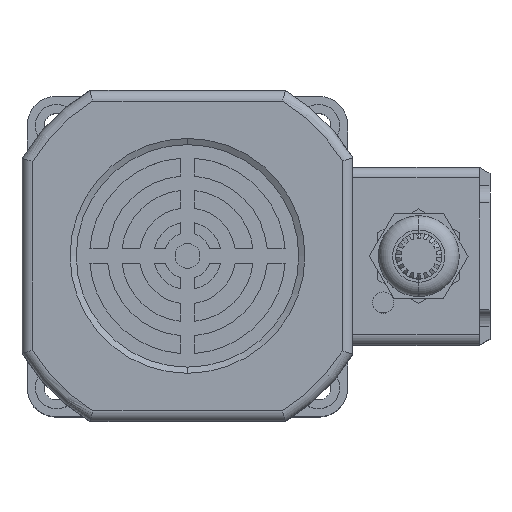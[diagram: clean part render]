
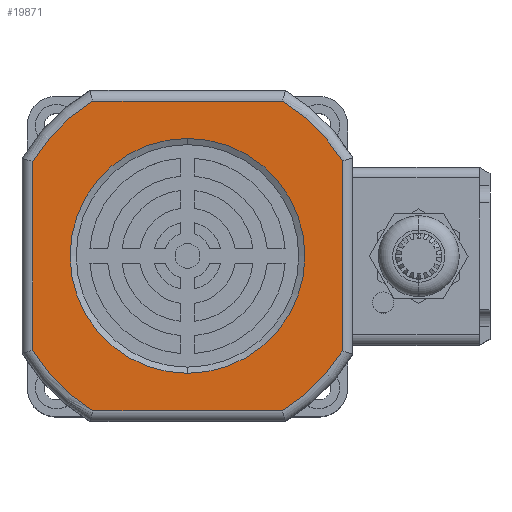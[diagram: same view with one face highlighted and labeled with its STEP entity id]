
A CAD part, top view. The second image highlights one B-rep face of the part: STEP entity #19871.
In plain terms, the highlighted face is planar.
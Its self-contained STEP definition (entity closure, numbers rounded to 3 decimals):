
#93 = CARTESIAN_POINT ( 'NONE',  ( 0.05, 0., 43.5 ) ) ;
#140 = LINE ( 'NONE', #15886, #4414 ) ;
#1104 = CIRCLE ( 'NONE', #7031, 51. ) ;
#1779 = CARTESIAN_POINT ( 'NONE',  ( -26.572, 0., -43.5 ) ) ;
#2054 = VERTEX_POINT ( 'NONE', #21712 ) ;
#2501 = VERTEX_POINT ( 'NONE', #17722 ) ;
#2722 = AXIS2_PLACEMENT_3D ( 'NONE', #19361, #19328, #19313 ) ;
#2754 = LINE ( 'NONE', #8191, #22256 ) ;
#4038 = CARTESIAN_POINT ( 'NONE',  ( 0.05, 0., 0. ) ) ;
#4117 = DIRECTION ( 'NONE',  ( 0., 0., 1. ) ) ;
#4174 = CARTESIAN_POINT ( 'NONE',  ( 43.5, 0., 0. ) ) ;
#4414 = VECTOR ( 'NONE', #15809, 1000. ) ;
#5539 = DIRECTION ( 'NONE',  ( 0., 0., 1. ) ) ;
#5604 = DIRECTION ( 'NONE',  ( 0., -1., 0. ) ) ;
#5652 = CARTESIAN_POINT ( 'NONE',  ( 0.05, 0., 0. ) ) ;
#6009 = DIRECTION ( 'NONE',  ( 0., 0., 1. ) ) ;
#6073 = CARTESIAN_POINT ( 'NONE',  ( 26.673, 0., -43.5 ) ) ;
#6547 = VERTEX_POINT ( 'NONE', #19867 ) ;
#6668 = EDGE_CURVE ( 'NONE', #14030, #13932, #140, .T. ) ;
#6714 = EDGE_CURVE ( 'NONE', #13932, #9654, #14877, .T. ) ;
#6726 = VERTEX_POINT ( 'NONE', #14796 ) ;
#6758 = AXIS2_PLACEMENT_3D ( 'NONE', #19182, #7834, #20970 ) ;
#6791 = VERTEX_POINT ( 'NONE', #11096 ) ;
#6894 = EDGE_CURVE ( 'NONE', #9654, #18500, #2754, .T. ) ;
#6959 = EDGE_CURVE ( 'NONE', #18500, #6726, #11431, .T. ) ;
#6992 = EDGE_CURVE ( 'NONE', #6726, #2054, #15442, .T. ) ;
#7031 = AXIS2_PLACEMENT_3D ( 'NONE', #23794, #23769, #23714 ) ;
#7110 = EDGE_CURVE ( 'NONE', #2054, #2501, #17926, .T. ) ;
#7140 = EDGE_CURVE ( 'NONE', #2501, #23937, #21978, .T. ) ;
#7188 = EDGE_CURVE ( 'NONE', #23937, #14030, #1104, .T. ) ;
#7431 = EDGE_CURVE ( 'NONE', #6791, #6547, #10775, .T. ) ;
#7661 = AXIS2_PLACEMENT_3D ( 'NONE', #24647, #24625, #24572 ) ;
#7834 = DIRECTION ( 'NONE',  ( 0., -1., 0. ) ) ;
#8077 = DIRECTION ( 'NONE',  ( 1., 0., 0. ) ) ;
#8116 = CARTESIAN_POINT ( 'NONE',  ( -43.5, 0., 26.54 ) ) ;
#8191 = CARTESIAN_POINT ( 'NONE',  ( 0.05, 0., -43.5 ) ) ;
#8196 = EDGE_LOOP ( 'NONE', ( #11024, #11202, #11398, #11732, #11956, #12375, #12568, #12924 ) ) ;
#9654 = VERTEX_POINT ( 'NONE', #1779 ) ;
#10152 = VECTOR ( 'NONE', #4117, 1000. ) ;
#10532 = AXIS2_PLACEMENT_3D ( 'NONE', #5652, #5604, #5539 ) ;
#10775 = CIRCLE ( 'NONE', #2722, 33. ) ;
#11024 = ORIENTED_EDGE ( 'NONE', *, *, #6668, .T. ) ;
#11096 = CARTESIAN_POINT ( 'NONE',  ( 0., 0., -33. ) ) ;
#11202 = ORIENTED_EDGE ( 'NONE', *, *, #6714, .T. ) ;
#11398 = ORIENTED_EDGE ( 'NONE', *, *, #6894, .T. ) ;
#11431 = CIRCLE ( 'NONE', #10532, 51. ) ;
#11732 = ORIENTED_EDGE ( 'NONE', *, *, #6959, .T. ) ;
#11868 = PLANE ( 'NONE',  #12085 ) ;
#11956 = ORIENTED_EDGE ( 'NONE', *, *, #6992, .T. ) ;
#12085 = AXIS2_PLACEMENT_3D ( 'NONE', #4038, #17510, #6009 ) ;
#12375 = ORIENTED_EDGE ( 'NONE', *, *, #7110, .T. ) ;
#12568 = ORIENTED_EDGE ( 'NONE', *, *, #7140, .T. ) ;
#12924 = ORIENTED_EDGE ( 'NONE', *, *, #7188, .T. ) ;
#13018 = ORIENTED_EDGE ( 'NONE', *, *, #7431, .F. ) ;
#13398 = FACE_BOUND ( 'NONE', #21659, .T. ) ;
#13427 = ORIENTED_EDGE ( 'NONE', *, *, #19820, .F. ) ;
#13531 = AXIS2_PLACEMENT_3D ( 'NONE', #14306, #14126, #14149 ) ;
#13932 = VERTEX_POINT ( 'NONE', #17325 ) ;
#14030 = VERTEX_POINT ( 'NONE', #8116 ) ;
#14126 = DIRECTION ( 'NONE',  ( 0., -1., 0. ) ) ;
#14149 = DIRECTION ( 'NONE',  ( 0., 0., 1. ) ) ;
#14306 = CARTESIAN_POINT ( 'NONE',  ( 0.05, 0., 0. ) ) ;
#14796 = CARTESIAN_POINT ( 'NONE',  ( 43.5, 0., -26.705 ) ) ;
#14877 = CIRCLE ( 'NONE', #13531, 51. ) ;
#15442 = LINE ( 'NONE', #4174, #10152 ) ;
#15809 = DIRECTION ( 'NONE',  ( 0., 0., -1. ) ) ;
#15886 = CARTESIAN_POINT ( 'NONE',  ( -43.5, 0., 0. ) ) ;
#16846 = VECTOR ( 'NONE', #24248, 1000. ) ;
#17325 = CARTESIAN_POINT ( 'NONE',  ( -43.5, 0., -26.54 ) ) ;
#17510 = DIRECTION ( 'NONE',  ( 0., 1., 0. ) ) ;
#17722 = CARTESIAN_POINT ( 'NONE',  ( 26.673, 0., 43.5 ) ) ;
#17732 = FACE_OUTER_BOUND ( 'NONE', #8196, .T. ) ;
#17926 = CIRCLE ( 'NONE', #7661, 51. ) ;
#18500 = VERTEX_POINT ( 'NONE', #6073 ) ;
#19182 = CARTESIAN_POINT ( 'NONE',  ( 0., 0., 0. ) ) ;
#19313 = DIRECTION ( 'NONE',  ( 0., 0., -1. ) ) ;
#19328 = DIRECTION ( 'NONE',  ( 0., -1., 0. ) ) ;
#19361 = CARTESIAN_POINT ( 'NONE',  ( 0., 0., 0. ) ) ;
#19816 = CIRCLE ( 'NONE', #6758, 33. ) ;
#19820 = EDGE_CURVE ( 'NONE', #6547, #6791, #19816, .T. ) ;
#19867 = CARTESIAN_POINT ( 'NONE',  ( 0., 0., 33. ) ) ;
#19871 = ADVANCED_FACE ( 'NONE', ( #17732, #13398 ), #11868, .F. ) ;
#20970 = DIRECTION ( 'NONE',  ( 0., 0., -1. ) ) ;
#21659 = EDGE_LOOP ( 'NONE', ( #13018, #13427 ) ) ;
#21712 = CARTESIAN_POINT ( 'NONE',  ( 43.5, 0., 26.705 ) ) ;
#21978 = LINE ( 'NONE', #93, #16846 ) ;
#22256 = VECTOR ( 'NONE', #8077, 1000. ) ;
#23691 = CARTESIAN_POINT ( 'NONE',  ( -26.572, 0., 43.5 ) ) ;
#23714 = DIRECTION ( 'NONE',  ( 0., 0., 1. ) ) ;
#23769 = DIRECTION ( 'NONE',  ( 0., -1., 0. ) ) ;
#23794 = CARTESIAN_POINT ( 'NONE',  ( 0.05, 0., 0. ) ) ;
#23937 = VERTEX_POINT ( 'NONE', #23691 ) ;
#24248 = DIRECTION ( 'NONE',  ( -1., 0., 0. ) ) ;
#24572 = DIRECTION ( 'NONE',  ( 0., 0., 1. ) ) ;
#24625 = DIRECTION ( 'NONE',  ( 0., -1., 0. ) ) ;
#24647 = CARTESIAN_POINT ( 'NONE',  ( 0.05, 0., 0. ) ) ;
